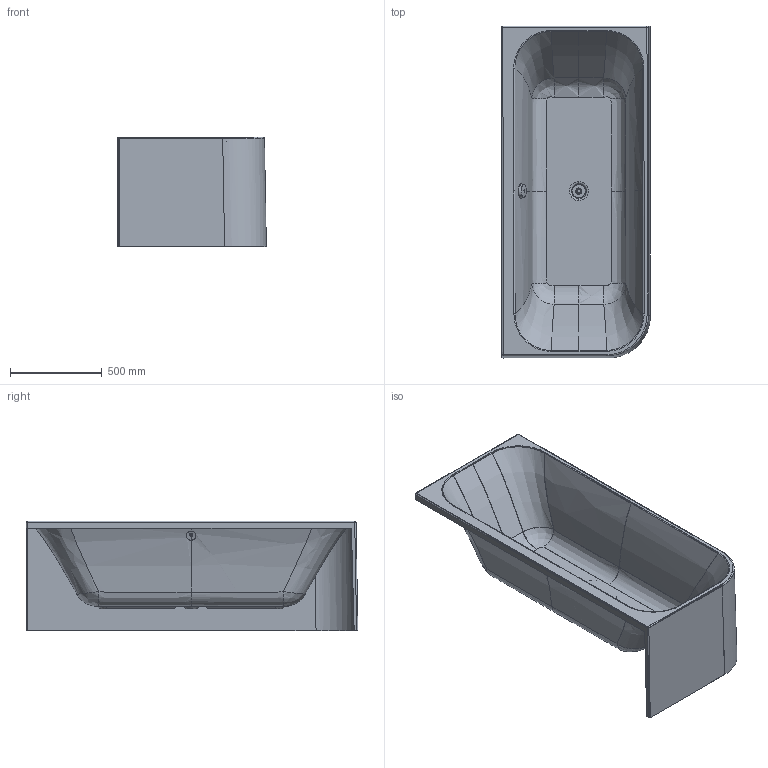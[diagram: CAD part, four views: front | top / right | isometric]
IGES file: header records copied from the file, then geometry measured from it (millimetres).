
Global section: file name: No Iges File Name specified; native system: Autodesk Inventor 2011; preprocessor: AutoDesk Inventor Iges Exporter R2011; author: Administrator; date: 20130603.134203; units: millimetre
Bounding box: 811.42 x 1810.95 x 600 mm (x, y, z)
Volume: 28230772.3 mm3; surface area: 9564348.6 mm2
Topology: 6 solids, 6 shells, 354 faces, 921 edges, 562 vertices
Faces by surface type: plane 136, bspline 85, revolution 81, cylinder 30, cone 12, torus 6, sphere 4
